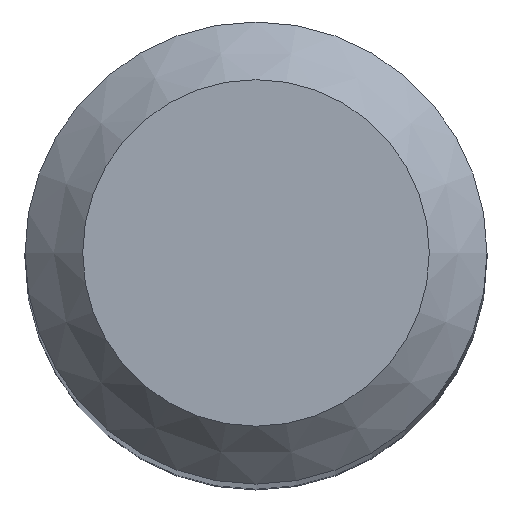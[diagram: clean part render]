
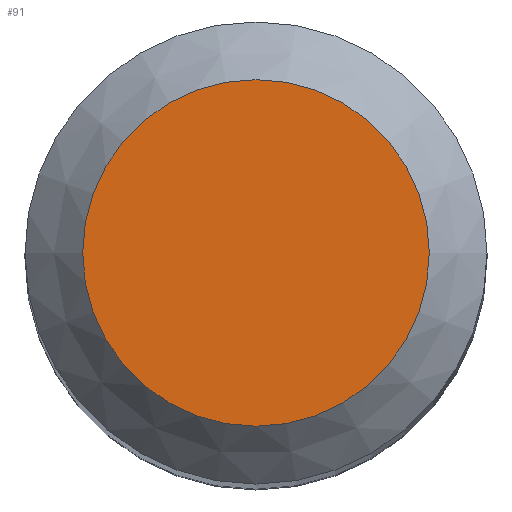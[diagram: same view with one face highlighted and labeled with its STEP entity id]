
A CAD part, top view. The second image highlights one B-rep face of the part: STEP entity #91.
In plain terms, the highlighted planar face has unit normal (0, 0, 1).
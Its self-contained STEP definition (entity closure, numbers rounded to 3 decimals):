
#71=PLANE('',#210);
#79=FACE_OUTER_BOUND('',#129,.T.);
#91=ADVANCED_FACE('',(#79),#71,.T.);
#129=EDGE_LOOP('',(#151));
#151=ORIENTED_EDGE('',*,*,#178,.T.);
#167=VERTEX_POINT('',#297);
#178=EDGE_CURVE('',#167,#167,#189,.T.);
#189=CIRCLE('',#209,1.5);
#209=AXIS2_PLACEMENT_3D('',#296,#251,#252);
#210=AXIS2_PLACEMENT_3D('',#298,#253,#254);
#251=DIRECTION('',(0.,0.,1.));
#252=DIRECTION('',(1.,0.,0.));
#253=DIRECTION('',(0.,0.,1.));
#254=DIRECTION('',(1.,0.,0.));
#296=CARTESIAN_POINT('',(0.,0.,24.));
#297=CARTESIAN_POINT('',(1.5,0.,24.));
#298=CARTESIAN_POINT('',(0.,0.,24.));
